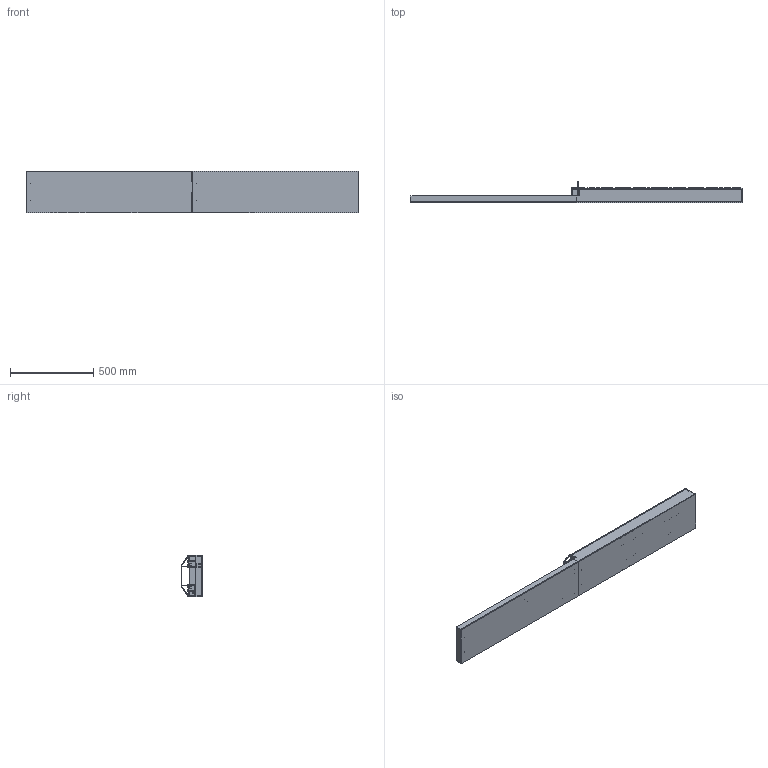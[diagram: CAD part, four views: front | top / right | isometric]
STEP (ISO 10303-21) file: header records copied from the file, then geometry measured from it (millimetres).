
FILE_DESCRIPTION (( 'STEP AP214' ), '1' );
FILE_NAME ('ìàêåò øëþçà.STEP', '2025-01-21T09:56:13', ( '' ), ( '' ), 'SwSTEP 2.0', 'SolidWorks 2022', '' );
FILE_SCHEMA (( 'AUTOMOTIVE_DESIGN' ));
Length unit declared in the file: millimetre
Products named in the file (36): усиление; торец нижней башни; пешеходный переход; торцовая левого насосного отделения-1; ограждение между кнехтами; кожух провода-1; берег некруглый - верх; накладка боковая; макет шлюза; втутренняя стенка камеры-2; ограждения у ворот; берег канала; основание; причальная стенка нижнего бьефа; порог; кожух провода-2; продольная жесткость; кнехт; берег круглый - верх; внутренняя стенка камеры ; крепление серво; стенка верхнего бъефа камеры; втутренняя стенка камеры-1; наружная граница нижнего бьефа; торцовая правого насосного отделения-2; нижняя граница нижнего бьеефа; торцовая правого насосного отделения-1; берег круглый - ограждение; боковина нижней башни; колонна перехода-1; наружная стенка камеры; колонна перехода-2; крышка; накладка нижняя; берег круглый - низ; мост
Assembly tree (117 placements, depth 2):
  макет шлюза
    основание  x2
    продольная жесткость  x2
    наружная стенка камеры  x2
    стенка верхнего бъефа камеры
    наружная граница нижнего бьефа  x2
    нижняя граница нижнего бьеефа
    втутренняя стенка камеры-1
    втутренняя стенка камеры-2
    торцовая правого насосного отделения-1
    торцовая правого насосного отделения-2  x2
    торцовая левого насосного отделения-1
    боковина нижней башни  x4
    берег круглый - верх
    берег круглый - низ  x5
    торец нижней башни  x2
    берег некруглый - верх
    причальная стенка нижнего бьефа  x2
    берег канала
    мост
    крышка  x2
    внутренняя стенка камеры   x2
    пешеходный переход
    колонна перехода-1  x2
    колонна перехода-2  x2
    ограждение между кнехтами  x24
    берег круглый - ограждение
    усиление  x14
    ограждения у ворот  x2
    кнехт  x26
    накладка нижняя
    накладка боковая  x2
    порог
    кожух провода-1
    кожух провода-2
    крепление серво  x2
Bounding box: 2000 x 132.13 x 250 mm (x, y, z)
Volume: 8531252.3 mm3; surface area: 3168329.1 mm2
Topology: 121 solids, 121 shells, 1604 faces, 3930 edges, 2620 vertices
Faces by surface type: plane 1255, cylinder 349
Entity records: 25533 total; most frequent: CARTESIAN_POINT 4224, ORIENTED_EDGE 4026, DIRECTION 3953, EDGE_CURVE 2013, LINE 1811, VECTOR 1811, VERTEX_POINT 1342, AXIS2_PLACEMENT_3D 1071
